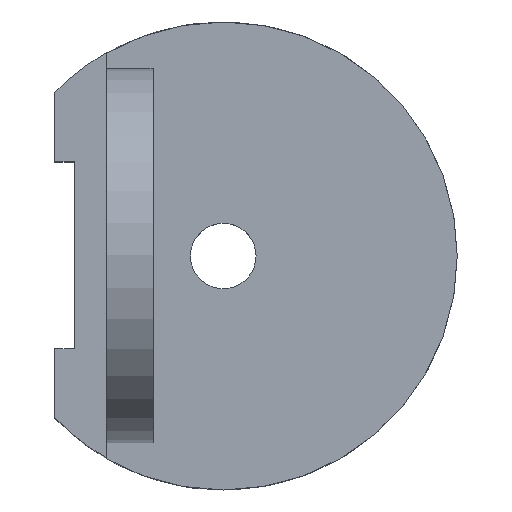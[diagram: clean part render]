
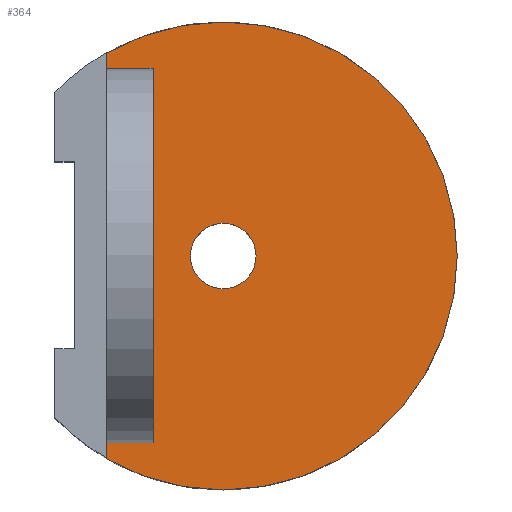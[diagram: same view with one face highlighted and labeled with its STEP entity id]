
A CAD part, top view. The second image highlights one B-rep face of the part: STEP entity #364.
In plain terms, the highlighted planar face has unit normal (0, 0, 1).
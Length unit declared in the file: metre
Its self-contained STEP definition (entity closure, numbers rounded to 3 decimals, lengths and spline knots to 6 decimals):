
#45=CIRCLE('',#412,0.007);
#46=CIRCLE('',#414,0.05);
#94=ORIENTED_EDGE('',*,*,#164,.F.);
#95=ORIENTED_EDGE('',*,*,#165,.F.);
#96=ORIENTED_EDGE('',*,*,#163,.T.);
#163=EDGE_CURVE('',#202,#202,#45,.T.);
#164=EDGE_CURVE('',#203,#204,#46,.T.);
#165=EDGE_CURVE('',#204,#203,#224,.T.);
#202=VERTEX_POINT('',#598);
#203=VERTEX_POINT('',#601);
#204=VERTEX_POINT('',#602);
#224=LINE('',#603,#244);
#244=VECTOR('',#499,1.);
#280=EDGE_LOOP('',(#94,#95));
#281=EDGE_LOOP('',(#96));
#326=FACE_BOUND('',#280,.T.);
#327=FACE_BOUND('',#281,.T.);
#349=PLANE('',#413);
#364=ADVANCED_FACE('',(#326,#327),#349,.T.);
#412=AXIS2_PLACEMENT_3D('',#597,#493,#494);
#413=AXIS2_PLACEMENT_3D('',#599,#495,#496);
#414=AXIS2_PLACEMENT_3D('',#600,#497,#498);
#493=DIRECTION('',(0.,0.,-1.));
#494=DIRECTION('',(-1.,0.,0.));
#495=DIRECTION('',(0.,0.,1.));
#496=DIRECTION('',(1.,0.,0.));
#497=DIRECTION('',(0.,0.,-1.));
#498=DIRECTION('',(1.,0.,0.));
#499=DIRECTION('',(0.,1.,0.));
#597=CARTESIAN_POINT('',(0.,0.,0.01));
#598=CARTESIAN_POINT('',(-0.007,0.,0.01));
#599=CARTESIAN_POINT('',(0.,0.,0.01));
#600=CARTESIAN_POINT('',(0.,0.,0.01));
#601=CARTESIAN_POINT('',(-0.025,0.043301,0.01));
#602=CARTESIAN_POINT('',(-0.025,-0.043301,0.01));
#603=CARTESIAN_POINT('',(-0.025,0.043301,0.01));
